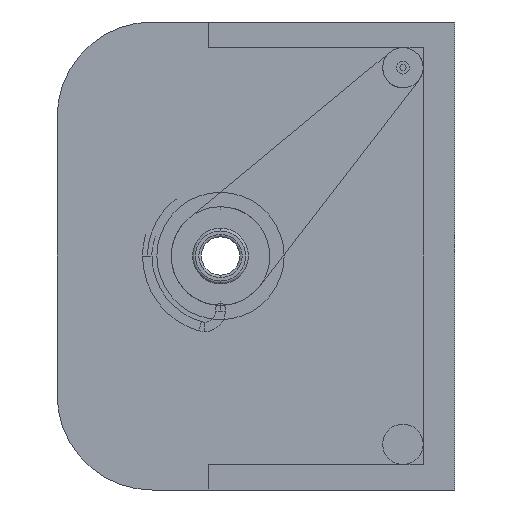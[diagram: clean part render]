
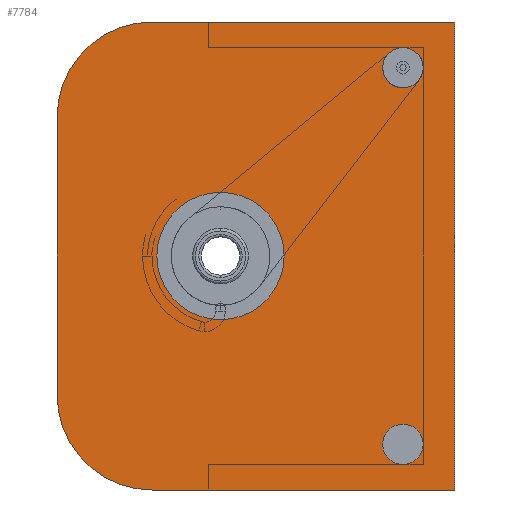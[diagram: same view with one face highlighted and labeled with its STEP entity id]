
A CAD part, left-side view. The second image highlights one B-rep face of the part: STEP entity #7784.
In plain terms, the highlighted planar face has unit normal (-1, 0, 0).
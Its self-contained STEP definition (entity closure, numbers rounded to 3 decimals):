
#34 = VERTEX_POINT ( 'NONE', #8660 ) ;
#39 = CIRCLE ( 'NONE', #9589, 1.27 ) ;
#181 = CARTESIAN_POINT ( 'NONE',  ( -104.595, 25., 0. ) ) ;
#184 = CARTESIAN_POINT ( 'NONE',  ( -104.595, 19., -8.7 ) ) ;
#230 = CIRCLE ( 'NONE', #1814, 6. ) ;
#242 = VERTEX_POINT ( 'NONE', #6852 ) ;
#403 = FACE_BOUND ( 'NONE', #5776, .T. ) ;
#407 = CARTESIAN_POINT ( 'NONE',  ( -104.595, 3.27, -11.83 ) ) ;
#523 = CARTESIAN_POINT ( 'NONE',  ( -104.595, 14.73, 0. ) ) ;
#534 = EDGE_CURVE ( 'NONE', #242, #3169, #3587, .T. ) ;
#546 = DIRECTION ( 'NONE',  ( -1., 0., 0. ) ) ;
#920 = DIRECTION ( 'NONE',  ( -1., 0., 0. ) ) ;
#1560 = AXIS2_PLACEMENT_3D ( 'NONE', #4338, #8211, #2086 ) ;
#1701 = ORIENTED_EDGE ( 'NONE', *, *, #5603, .T. ) ;
#1814 = AXIS2_PLACEMENT_3D ( 'NONE', #2687, #8889, #4285 ) ;
#1823 = VERTEX_POINT ( 'NONE', #9248 ) ;
#1840 = EDGE_LOOP ( 'NONE', ( #5324, #1701, #4106, #7982, #6425, #4363 ) ) ;
#1842 = CARTESIAN_POINT ( 'NONE',  ( -104.595, 19., 14.7 ) ) ;
#2080 = DIRECTION ( 'NONE',  ( 0., 0., -1. ) ) ;
#2086 = DIRECTION ( 'NONE',  ( 0., 0., -1. ) ) ;
#2111 = CARTESIAN_POINT ( 'NONE',  ( -104.595, 25., -14.7 ) ) ;
#2177 = DIRECTION ( 'NONE',  ( -1., 0., 0. ) ) ;
#2430 = DIRECTION ( 'NONE',  ( 0., 0., 1. ) ) ;
#2597 = VERTEX_POINT ( 'NONE', #5611 ) ;
#2601 = CIRCLE ( 'NONE', #1560, 4. ) ;
#2687 = CARTESIAN_POINT ( 'NONE',  ( -104.595, 19., 8.7 ) ) ;
#2782 = VERTEX_POINT ( 'NONE', #1842 ) ;
#2823 = VERTEX_POINT ( 'NONE', #6576 ) ;
#2897 = DIRECTION ( 'NONE',  ( -1., 0., 0. ) ) ;
#2909 = EDGE_CURVE ( 'NONE', #5251, #4010, #7363, .T. ) ;
#2958 = ORIENTED_EDGE ( 'NONE', *, *, #9185, .F. ) ;
#3120 = VECTOR ( 'NONE', #5582, 1000. ) ;
#3169 = VERTEX_POINT ( 'NONE', #7675 ) ;
#3291 = AXIS2_PLACEMENT_3D ( 'NONE', #184, #5585, #2430 ) ;
#3370 = AXIS2_PLACEMENT_3D ( 'NONE', #407, #546, #5868 ) ;
#3469 = EDGE_CURVE ( 'NONE', #2782, #9461, #230, .T. ) ;
#3541 = ORIENTED_EDGE ( 'NONE', *, *, #3654, .F. ) ;
#3587 = LINE ( 'NONE', #2111, #7572 ) ;
#3654 = EDGE_CURVE ( 'NONE', #4135, #2823, #5310, .T. ) ;
#3789 = EDGE_CURVE ( 'NONE', #1823, #3169, #8539, .T. ) ;
#3988 = DIRECTION ( 'NONE',  ( 0., 0., 1. ) ) ;
#4010 = VERTEX_POINT ( 'NONE', #4249 ) ;
#4106 = ORIENTED_EDGE ( 'NONE', *, *, #534, .T. ) ;
#4135 = VERTEX_POINT ( 'NONE', #5295 ) ;
#4249 = CARTESIAN_POINT ( 'NONE',  ( -104.595, 3.27, -13.1 ) ) ;
#4285 = DIRECTION ( 'NONE',  ( 0., 0., 1. ) ) ;
#4338 = CARTESIAN_POINT ( 'NONE',  ( -104.595, 14.73, 0. ) ) ;
#4363 = ORIENTED_EDGE ( 'NONE', *, *, #3469, .T. ) ;
#4388 = CARTESIAN_POINT ( 'NONE',  ( -104.595, 25., 14.7 ) ) ;
#4520 = FACE_OUTER_BOUND ( 'NONE', #1840, .T. ) ;
#4554 = EDGE_LOOP ( 'NONE', ( #8990, #9934 ) ) ;
#4617 = CIRCLE ( 'NONE', #7507, 4. ) ;
#5136 = DIRECTION ( 'NONE',  ( 0., -1., 0. ) ) ;
#5210 = DIRECTION ( 'NONE',  ( 1., 0., 0. ) ) ;
#5251 = VERTEX_POINT ( 'NONE', #7117 ) ;
#5295 = CARTESIAN_POINT ( 'NONE',  ( -104.595, 3.27, 13.1 ) ) ;
#5310 = CIRCLE ( 'NONE', #8512, 1.27 ) ;
#5324 = ORIENTED_EDGE ( 'NONE', *, *, #6398, .T. ) ;
#5374 = CARTESIAN_POINT ( 'NONE',  ( -104.595, 0., 0. ) ) ;
#5582 = DIRECTION ( 'NONE',  ( 0., 0., -1. ) ) ;
#5585 = DIRECTION ( 'NONE',  ( -1., 0., 0. ) ) ;
#5603 = EDGE_CURVE ( 'NONE', #2597, #242, #7443, .T. ) ;
#5611 = CARTESIAN_POINT ( 'NONE',  ( -104.595, 25., -8.7 ) ) ;
#5776 = EDGE_LOOP ( 'NONE', ( #6325, #2958 ) ) ;
#5868 = DIRECTION ( 'NONE',  ( 0., 0., 1. ) ) ;
#6008 = DIRECTION ( 'NONE',  ( 0., -1., 0. ) ) ;
#6043 = DIRECTION ( 'NONE',  ( 0., 0., 1. ) ) ;
#6063 = CIRCLE ( 'NONE', #8952, 1.27 ) ;
#6325 = ORIENTED_EDGE ( 'NONE', *, *, #2909, .F. ) ;
#6383 = CARTESIAN_POINT ( 'NONE',  ( -104.595, 25., 0. ) ) ;
#6398 = EDGE_CURVE ( 'NONE', #9461, #2597, #7792, .T. ) ;
#6425 = ORIENTED_EDGE ( 'NONE', *, *, #9438, .F. ) ;
#6576 = CARTESIAN_POINT ( 'NONE',  ( -104.595, 3.27, 10.56 ) ) ;
#6738 = VECTOR ( 'NONE', #9942, 1000. ) ;
#6744 = CARTESIAN_POINT ( 'NONE',  ( -104.595, 3.27, 11.83 ) ) ;
#6806 = FACE_BOUND ( 'NONE', #4554, .T. ) ;
#6852 = CARTESIAN_POINT ( 'NONE',  ( -104.595, 19., -14.7 ) ) ;
#7096 = CARTESIAN_POINT ( 'NONE',  ( -104.595, 3.27, -11.83 ) ) ;
#7117 = CARTESIAN_POINT ( 'NONE',  ( -104.595, 3.27, -10.56 ) ) ;
#7134 = DIRECTION ( 'NONE',  ( 0., 0., 1. ) ) ;
#7150 = VECTOR ( 'NONE', #6008, 1000. ) ;
#7363 = CIRCLE ( 'NONE', #3370, 1.27 ) ;
#7376 = CARTESIAN_POINT ( 'NONE',  ( -104.595, 25., 8.7 ) ) ;
#7382 = LINE ( 'NONE', #4388, #7150 ) ;
#7443 = CIRCLE ( 'NONE', #3291, 6. ) ;
#7507 = AXIS2_PLACEMENT_3D ( 'NONE', #523, #5210, #2080 ) ;
#7531 = DIRECTION ( 'NONE',  ( 0., 0., 1. ) ) ;
#7533 = CARTESIAN_POINT ( 'NONE',  ( -104.595, 3.27, 11.83 ) ) ;
#7572 = VECTOR ( 'NONE', #5136, 1000. ) ;
#7675 = CARTESIAN_POINT ( 'NONE',  ( -104.595, 0., -14.7 ) ) ;
#7784 = ADVANCED_FACE ( 'NONE', ( #4520, #8835, #403, #6806 ), #8561, .T. ) ;
#7792 = LINE ( 'NONE', #6383, #3120 ) ;
#7982 = ORIENTED_EDGE ( 'NONE', *, *, #3789, .F. ) ;
#8000 = CARTESIAN_POINT ( 'NONE',  ( -104.595, 14.73, 4. ) ) ;
#8211 = DIRECTION ( 'NONE',  ( 1., 0., 0. ) ) ;
#8401 = EDGE_CURVE ( 'NONE', #8608, #34, #2601, .T. ) ;
#8512 = AXIS2_PLACEMENT_3D ( 'NONE', #7533, #2177, #6043 ) ;
#8539 = LINE ( 'NONE', #5374, #6738 ) ;
#8561 = PLANE ( 'NONE',  #9337 ) ;
#8577 = ORIENTED_EDGE ( 'NONE', *, *, #9300, .F. ) ;
#8608 = VERTEX_POINT ( 'NONE', #8000 ) ;
#8627 = DIRECTION ( 'NONE',  ( -1., 0., 0. ) ) ;
#8660 = CARTESIAN_POINT ( 'NONE',  ( -104.595, 14.73, -4. ) ) ;
#8835 = FACE_BOUND ( 'NONE', #9441, .T. ) ;
#8889 = DIRECTION ( 'NONE',  ( -1., 0., 0. ) ) ;
#8952 = AXIS2_PLACEMENT_3D ( 'NONE', #7096, #920, #3988 ) ;
#8990 = ORIENTED_EDGE ( 'NONE', *, *, #8401, .T. ) ;
#9185 = EDGE_CURVE ( 'NONE', #4010, #5251, #6063, .T. ) ;
#9248 = CARTESIAN_POINT ( 'NONE',  ( -104.595, 0., 14.7 ) ) ;
#9300 = EDGE_CURVE ( 'NONE', #2823, #4135, #39, .T. ) ;
#9337 = AXIS2_PLACEMENT_3D ( 'NONE', #181, #8627, #7134 ) ;
#9438 = EDGE_CURVE ( 'NONE', #2782, #1823, #7382, .T. ) ;
#9441 = EDGE_LOOP ( 'NONE', ( #3541, #8577 ) ) ;
#9461 = VERTEX_POINT ( 'NONE', #7376 ) ;
#9589 = AXIS2_PLACEMENT_3D ( 'NONE', #6744, #2897, #7531 ) ;
#9606 = EDGE_CURVE ( 'NONE', #34, #8608, #4617, .T. ) ;
#9934 = ORIENTED_EDGE ( 'NONE', *, *, #9606, .T. ) ;
#9942 = DIRECTION ( 'NONE',  ( 0., 0., -1. ) ) ;
